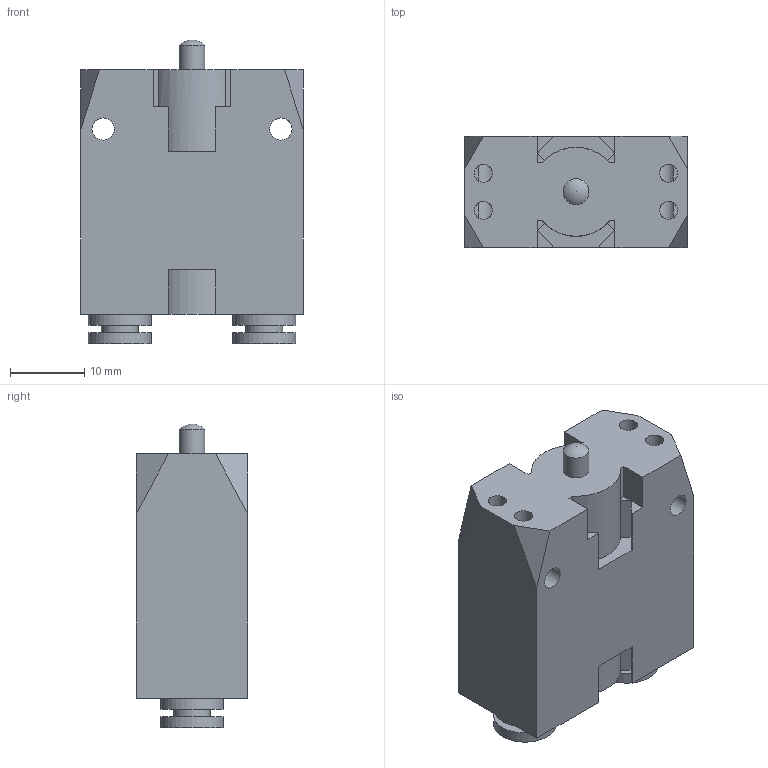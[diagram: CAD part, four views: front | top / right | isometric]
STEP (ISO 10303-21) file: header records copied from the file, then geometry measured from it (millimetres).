
FILE_DESCRIPTION(/* description */ (''),/* implementation_level */ '2;1');
FILE_NAME(/* name */ '104_22_0_1_P#.stp',/* time_stamp */ '2014-11-26T10:35:02+01:00',/* author */ ('maniean1'),/* organization */ ('Pneumax S.p.A.'),/* preprocessor_version */ 'ST-DEVELOPER v15.2',/* originating_system */ 'Autodesk Inventor 2014',/* authorisation */ '');
FILE_SCHEMA (('AUTOMOTIVE_DESIGN { 1 0 10303 214 3 1 1 }'));
Length unit declared in the file: millimetre
Products named in the file (1): 104_22_0_1_P#
Bounding box: 30 x 15 x 41 mm (x, y, z)
Volume: 14034.8 mm3; surface area: 5181.4 mm2
Topology: 1 solids, 1 shells, 116 faces, 311 edges, 205 vertices
Faces by surface type: plane 84, cylinder 19, bspline 12, sphere 1
Full cylindrical faces by diameter (mm): 2.45 x4, 3 x2, 3.5 x1, 4 x2, 5 x2, 8.5 x4
Entity records: 3870 total; most frequent: CARTESIAN_POINT 985, ORIENTED_EDGE 564, DIRECTION 506, EDGE_CURVE 282, LINE 212, VECTOR 212, VERTEX_POINT 194, EDGE_LOOP 154
